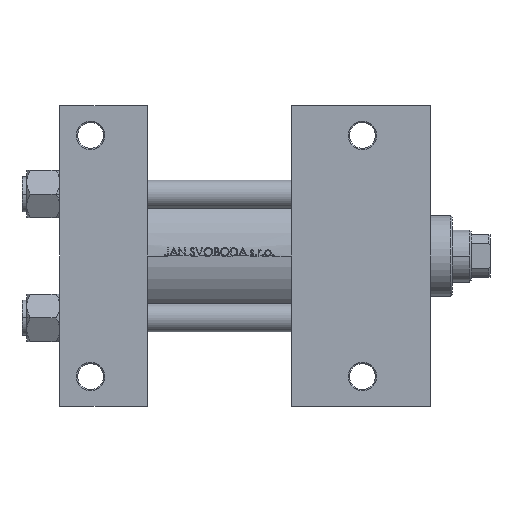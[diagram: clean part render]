
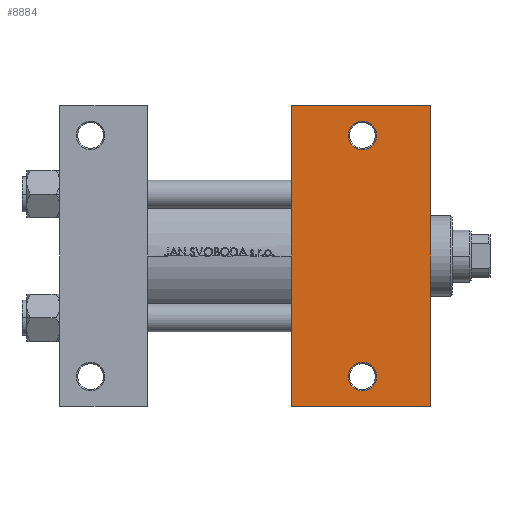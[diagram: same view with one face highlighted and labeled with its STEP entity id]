
A CAD part, front view. The second image highlights one B-rep face of the part: STEP entity #8884.
In plain terms, the highlighted face is planar.
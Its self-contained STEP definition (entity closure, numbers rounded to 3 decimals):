
#7 = AXIS2_PLACEMENT_3D ( 'NONE', #42168, #49163, #19015 ) ;
#1098 = EDGE_LOOP ( 'NONE', ( #23212, #5415 ) ) ;
#1463 = VERTEX_POINT ( 'NONE', #1800 ) ;
#1621 = EDGE_CURVE ( 'NONE', #22782, #45264, #3282, .T. ) ;
#1800 = CARTESIAN_POINT ( 'NONE',  ( 133.999, 51., -37.5 ) ) ;
#2406 = AXIS2_PLACEMENT_3D ( 'NONE', #33395, #45098, #6754 ) ;
#3282 = LINE ( 'NONE', #28934, #9444 ) ;
#3966 = FACE_BOUND ( 'NONE', #29222, .T. ) ;
#4488 = DIRECTION ( 'NONE',  ( 0., -1., 0. ) ) ;
#5415 = ORIENTED_EDGE ( 'NONE', *, *, #18352, .T. ) ;
#6221 = EDGE_CURVE ( 'NONE', #35310, #22782, #39541, .T. ) ;
#6754 = DIRECTION ( 'NONE',  ( -1., 0., 0. ) ) ;
#7054 = DIRECTION ( 'NONE',  ( -1., 0., 0. ) ) ;
#8884 = ADVANCED_FACE ( 'NONE', ( #10251, #3966, #21222 ), #29195, .T. ) ;
#9319 = CARTESIAN_POINT ( 'NONE',  ( 128., 51., -37.5 ) ) ;
#9444 = VECTOR ( 'NONE', #9753, 1000. ) ;
#9753 = DIRECTION ( 'NONE',  ( -1., 0., 0. ) ) ;
#9892 = CIRCLE ( 'NONE', #11500, 5.999 ) ;
#10251 = FACE_BOUND ( 'NONE', #1098, .T. ) ;
#10449 = DIRECTION ( 'NONE',  ( -1., 0., 0. ) ) ;
#11500 = AXIS2_PLACEMENT_3D ( 'NONE', #26824, #14437, #10449 ) ;
#11968 = VECTOR ( 'NONE', #42788, 1000. ) ;
#12554 = CARTESIAN_POINT ( 'NONE',  ( 98., 63.5, -37.5 ) ) ;
#13012 = VERTEX_POINT ( 'NONE', #14479 ) ;
#13194 = EDGE_CURVE ( 'NONE', #32295, #45264, #42820, .T. ) ;
#14437 = DIRECTION ( 'NONE',  ( 0., 0., 1. ) ) ;
#14479 = CARTESIAN_POINT ( 'NONE',  ( 122.001, -51., -37.5 ) ) ;
#14901 = LINE ( 'NONE', #12554, #16660 ) ;
#16144 = VERTEX_POINT ( 'NONE', #38875 ) ;
#16660 = VECTOR ( 'NONE', #28502, 1000. ) ;
#18352 = EDGE_CURVE ( 'NONE', #1463, #16144, #31781, .T. ) ;
#18944 = CARTESIAN_POINT ( 'NONE',  ( 98., 37.5, -37.5 ) ) ;
#19015 = DIRECTION ( 'NONE',  ( -1., 0., 0. ) ) ;
#19222 = EDGE_CURVE ( 'NONE', #13012, #28574, #33416, .T. ) ;
#21222 = FACE_OUTER_BOUND ( 'NONE', #37658, .T. ) ;
#21723 = DIRECTION ( 'NONE',  ( -1., 0., 0. ) ) ;
#22782 = VERTEX_POINT ( 'NONE', #36019 ) ;
#23212 = ORIENTED_EDGE ( 'NONE', *, *, #47553, .T. ) ;
#23853 = ORIENTED_EDGE ( 'NONE', *, *, #35972, .T. ) ;
#25455 = CARTESIAN_POINT ( 'NONE',  ( 157., 37.5, -37.5 ) ) ;
#26824 = CARTESIAN_POINT ( 'NONE',  ( 128., -51., -37.5 ) ) ;
#28502 = DIRECTION ( 'NONE',  ( 1., 0., 0. ) ) ;
#28543 = CARTESIAN_POINT ( 'NONE',  ( 98., -63.5, -37.5 ) ) ;
#28574 = VERTEX_POINT ( 'NONE', #43957 ) ;
#28934 = CARTESIAN_POINT ( 'NONE',  ( 98., -63.5, -37.5 ) ) ;
#29195 = PLANE ( 'NONE',  #48515 ) ;
#29222 = EDGE_LOOP ( 'NONE', ( #31728, #23853 ) ) ;
#31661 = CIRCLE ( 'NONE', #44478, 5.999 ) ;
#31728 = ORIENTED_EDGE ( 'NONE', *, *, #19222, .T. ) ;
#31781 = CIRCLE ( 'NONE', #7, 5.999 ) ;
#32295 = VERTEX_POINT ( 'NONE', #42801 ) ;
#32742 = CARTESIAN_POINT ( 'NONE',  ( 157., 63.5, -37.5 ) ) ;
#33395 = CARTESIAN_POINT ( 'NONE',  ( 128., -51., -37.5 ) ) ;
#33416 = CIRCLE ( 'NONE', #2406, 5.999 ) ;
#35310 = VERTEX_POINT ( 'NONE', #32742 ) ;
#35928 = VECTOR ( 'NONE', #4488, 1000. ) ;
#35972 = EDGE_CURVE ( 'NONE', #28574, #13012, #9892, .T. ) ;
#36019 = CARTESIAN_POINT ( 'NONE',  ( 157., -63.5, -37.5 ) ) ;
#37658 = EDGE_LOOP ( 'NONE', ( #37972, #48709, #45964, #46289 ) ) ;
#37972 = ORIENTED_EDGE ( 'NONE', *, *, #13194, .F. ) ;
#38875 = CARTESIAN_POINT ( 'NONE',  ( 122., 51., -37.5 ) ) ;
#39541 = LINE ( 'NONE', #39789, #11968 ) ;
#39789 = CARTESIAN_POINT ( 'NONE',  ( 157., 37.5, -37.5 ) ) ;
#41802 = DIRECTION ( 'NONE',  ( 0., 0., -1. ) ) ;
#42168 = CARTESIAN_POINT ( 'NONE',  ( 128., 51., -37.5 ) ) ;
#42788 = DIRECTION ( 'NONE',  ( 0., -1., 0. ) ) ;
#42801 = CARTESIAN_POINT ( 'NONE',  ( 98., 63.5, -37.5 ) ) ;
#42820 = LINE ( 'NONE', #18944, #35928 ) ;
#43957 = CARTESIAN_POINT ( 'NONE',  ( 133.999, -51., -37.5 ) ) ;
#44478 = AXIS2_PLACEMENT_3D ( 'NONE', #9319, #48161, #7054 ) ;
#45098 = DIRECTION ( 'NONE',  ( 0., 0., 1. ) ) ;
#45264 = VERTEX_POINT ( 'NONE', #28543 ) ;
#45964 = ORIENTED_EDGE ( 'NONE', *, *, #6221, .T. ) ;
#46289 = ORIENTED_EDGE ( 'NONE', *, *, #1621, .T. ) ;
#47430 = EDGE_CURVE ( 'NONE', #32295, #35310, #14901, .T. ) ;
#47553 = EDGE_CURVE ( 'NONE', #16144, #1463, #31661, .T. ) ;
#48161 = DIRECTION ( 'NONE',  ( 0., 0., 1. ) ) ;
#48515 = AXIS2_PLACEMENT_3D ( 'NONE', #25455, #41802, #21723 ) ;
#48709 = ORIENTED_EDGE ( 'NONE', *, *, #47430, .T. ) ;
#49163 = DIRECTION ( 'NONE',  ( 0., 0., 1. ) ) ;
